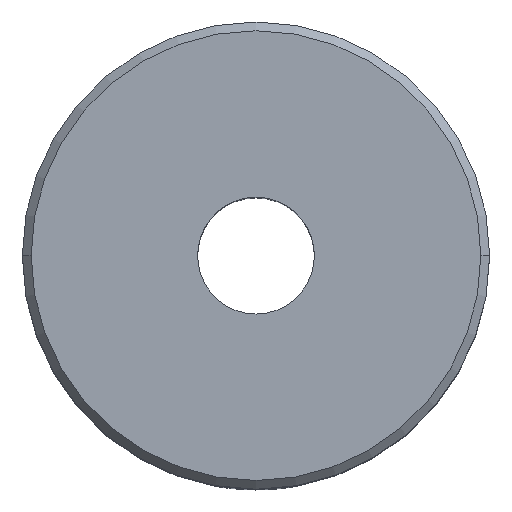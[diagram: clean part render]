
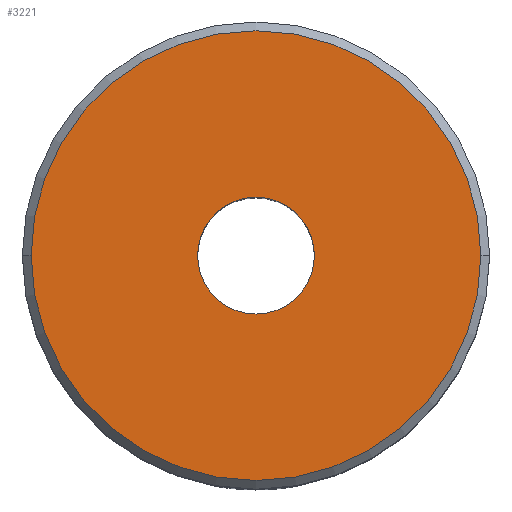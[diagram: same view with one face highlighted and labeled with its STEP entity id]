
A CAD part, top view. The second image highlights one B-rep face of the part: STEP entity #3221.
In plain terms, the highlighted planar face has unit normal (0, 0, 1).
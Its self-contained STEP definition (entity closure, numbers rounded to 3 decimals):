
#77 = AXIS2_PLACEMENT_3D ( 'NONE', #351, #2758, #699 ) ;
#219 = CARTESIAN_POINT ( 'NONE',  ( 0., 0., 5.75 ) ) ;
#298 = ORIENTED_EDGE ( 'NONE', *, *, #1085, .T. ) ;
#303 = CIRCLE ( 'NONE', #2645, 2. ) ;
#351 = CARTESIAN_POINT ( 'NONE',  ( 0., 0., 5.75 ) ) ;
#489 = CIRCLE ( 'NONE', #77, 7.7 ) ;
#532 = VERTEX_POINT ( 'NONE', #1810 ) ;
#569 = DIRECTION ( 'NONE',  ( 1., 0., 0. ) ) ;
#699 = DIRECTION ( 'NONE',  ( 1., 0., 0. ) ) ;
#817 = FACE_OUTER_BOUND ( 'NONE', #1051, .T. ) ;
#1051 = EDGE_LOOP ( 'NONE', ( #3659, #1375 ) ) ;
#1085 = EDGE_CURVE ( 'NONE', #4316, #1224, #2661, .T. ) ;
#1123 = EDGE_LOOP ( 'NONE', ( #298, #4086 ) ) ;
#1128 = AXIS2_PLACEMENT_3D ( 'NONE', #2789, #3453, #1427 ) ;
#1224 = VERTEX_POINT ( 'NONE', #3452 ) ;
#1375 = ORIENTED_EDGE ( 'NONE', *, *, #2126, .T. ) ;
#1406 = DIRECTION ( 'NONE',  ( 0., 0., -1. ) ) ;
#1427 = DIRECTION ( 'NONE',  ( 1., 0., 0. ) ) ;
#1636 = FACE_BOUND ( 'NONE', #1123, .T. ) ;
#1810 = CARTESIAN_POINT ( 'NONE',  ( 7.7, 0., 5.75 ) ) ;
#1847 = DIRECTION ( 'NONE',  ( 0., 0., -1. ) ) ;
#2126 = EDGE_CURVE ( 'NONE', #532, #3118, #3012, .T. ) ;
#2320 = CARTESIAN_POINT ( 'NONE',  ( -2., 0., 5.75 ) ) ;
#2632 = DIRECTION ( 'NONE',  ( 0., 0., 1. ) ) ;
#2645 = AXIS2_PLACEMENT_3D ( 'NONE', #3432, #1406, #3762 ) ;
#2660 = CARTESIAN_POINT ( 'NONE',  ( -7.7, 0., 5.75 ) ) ;
#2661 = CIRCLE ( 'NONE', #3038, 2. ) ;
#2727 = EDGE_CURVE ( 'NONE', #1224, #4316, #303, .T. ) ;
#2758 = DIRECTION ( 'NONE',  ( 0., 0., 1. ) ) ;
#2789 = CARTESIAN_POINT ( 'NONE',  ( 0., 0., 5.75 ) ) ;
#3012 = CIRCLE ( 'NONE', #4281, 7.7 ) ;
#3038 = AXIS2_PLACEMENT_3D ( 'NONE', #3856, #1847, #4196 ) ;
#3118 = VERTEX_POINT ( 'NONE', #2660 ) ;
#3221 = ADVANCED_FACE ( 'NONE', ( #817, #1636 ), #3773, .T. ) ;
#3432 = CARTESIAN_POINT ( 'NONE',  ( 0., 0., 5.75 ) ) ;
#3452 = CARTESIAN_POINT ( 'NONE',  ( 2., 0., 5.75 ) ) ;
#3453 = DIRECTION ( 'NONE',  ( 0., 0., 1. ) ) ;
#3659 = ORIENTED_EDGE ( 'NONE', *, *, #3782, .T. ) ;
#3762 = DIRECTION ( 'NONE',  ( -1., 0., 0. ) ) ;
#3773 = PLANE ( 'NONE',  #1128 ) ;
#3782 = EDGE_CURVE ( 'NONE', #3118, #532, #489, .T. ) ;
#3856 = CARTESIAN_POINT ( 'NONE',  ( 0., 0., 5.75 ) ) ;
#4086 = ORIENTED_EDGE ( 'NONE', *, *, #2727, .T. ) ;
#4196 = DIRECTION ( 'NONE',  ( -1., 0., 0. ) ) ;
#4281 = AXIS2_PLACEMENT_3D ( 'NONE', #219, #2632, #569 ) ;
#4316 = VERTEX_POINT ( 'NONE', #2320 ) ;
